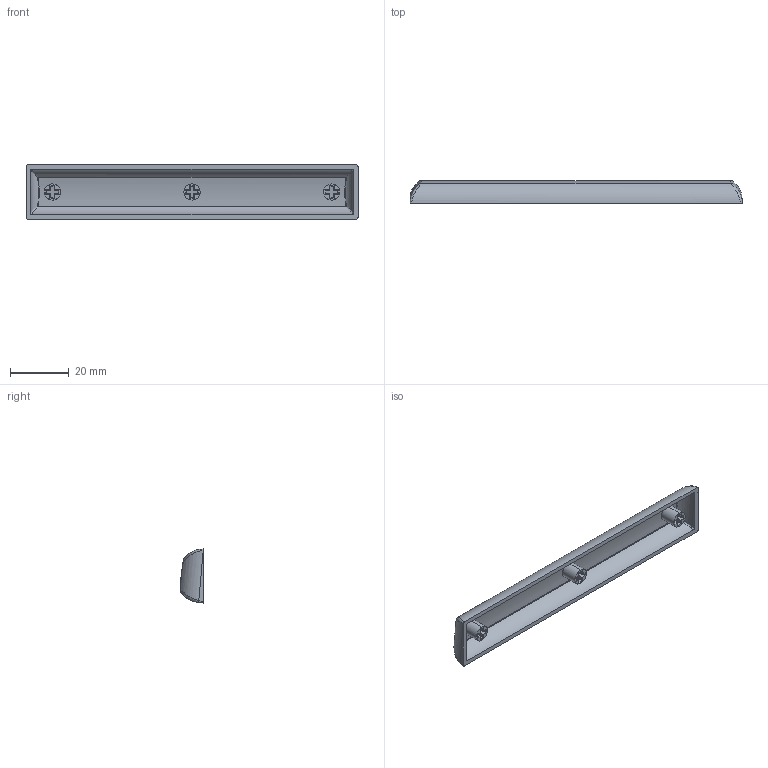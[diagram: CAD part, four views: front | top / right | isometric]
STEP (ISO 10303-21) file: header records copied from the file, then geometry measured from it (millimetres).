
FILE_DESCRIPTION (( 'STEP AP203' ), '1' );
FILE_NAME ('r5x6u_HuB_centered.STEP', '2022-03-10T19:57:28', ( '' ), ( '' ), 'SwSTEP 2.0', 'SolidWorks 2021', '' );
FILE_SCHEMA (( 'CONFIG_CONTROL_DESIGN' ));
Length unit declared in the file: millimetre
Products named in the file (1): r5x6u_HuB_centered
Bounding box: 113.25 x 7.74 x 18.45 mm (x, y, z)
Volume: 4789 mm3; surface area: 6993 mm2
Topology: 1 solids, 1 shells, 135 faces, 314 edges, 188 vertices
Faces by surface type: plane 80, cylinder 27, bspline 20, torus 4, sphere 4
Entity records: 4693 total; most frequent: CARTESIAN_POINT 1750, ORIENTED_EDGE 628, DIRECTION 512, EDGE_CURVE 314, VECTOR 192, LINE 192, VERTEX_POINT 188, AXIS2_PLACEMENT_3D 160
